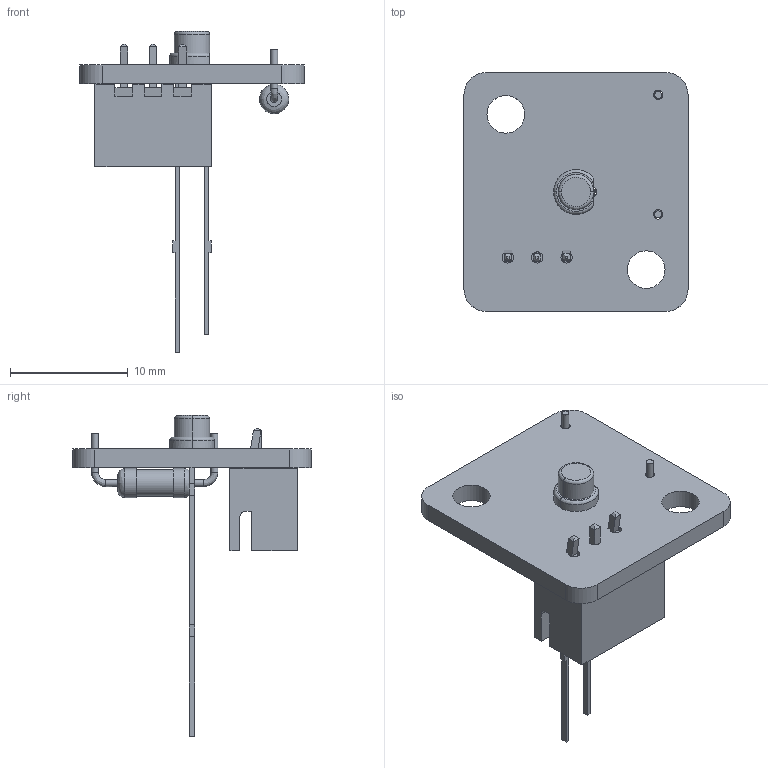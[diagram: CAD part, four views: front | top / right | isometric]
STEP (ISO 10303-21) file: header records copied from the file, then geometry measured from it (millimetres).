
FILE_DESCRIPTION(('KiCad electronic assembly'),'2;1');
FILE_NAME('phototransistor-circuit.step','2022-05-15T23:40:24',('Pcbnew' ),('Kicad'),'Open CASCADE STEP processor 7.5', 'KiCad to STEP converter','Unknown');
FILE_SCHEMA(('AUTOMOTIVE_DESIGN { 1 0 10303 214 1 1 1 1 }'));
Length unit declared in the file: millimetre
Products named in the file (8): phototransistor-circuit 1; SFH_3310; COMPOUND; JST_XH_B3B-XH-A_1x03_P2.50mm_Vertical; SOLID; R_Axial_DIN0207_L6.3mm_D2.5mm_P10.16mm_Horizontal; phototransistor-circuit PCB
Assembly tree (7 placements, depth 3):
  phototransistor-circuit 1
    SFH_3310
      COMPOUND
    JST_XH_B3B-XH-A_1x03_P2.50mm_Vertical
      SOLID
    R_Axial_DIN0207_L6.3mm_D2.5mm_P10.16mm_Horizontal
      SOLID
    phototransistor-circuit PCB
Bounding box: 19.05 x 20.32 x 27.3 mm (x, y, z)
Volume: 846 mm3; surface area: 1650.9 mm2
Topology: 7 solids, 8 shells, 224 faces, 565 edges, 367 vertices
Faces by surface type: bspline 205, cylinder 13, plane 6
Full cylindrical faces by diameter (mm): 0.8 x2, 0.95 x3, 1 x2, 3.2 x2
Entity records: 14086 total; most frequent: CARTESIAN_POINT 5124, B_SPLINE_CURVE_WITH_KNOTS 1461, ORIENTED_EDGE 1130, PCURVE 1130, DEFINITIONAL_REPRESENTATION 1130, EDGE_CURVE 565, SURFACE_CURVE 545, VERTEX_POINT 367
